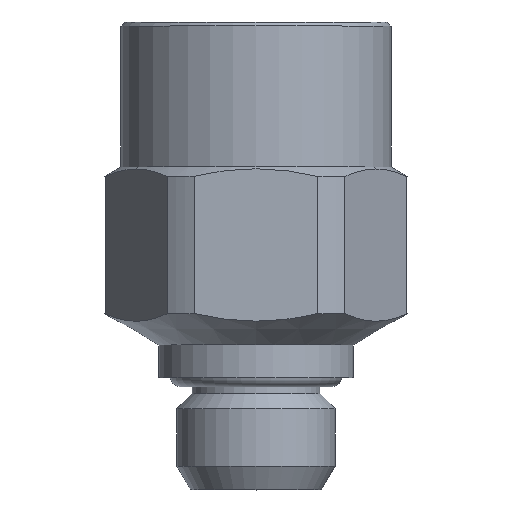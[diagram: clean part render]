
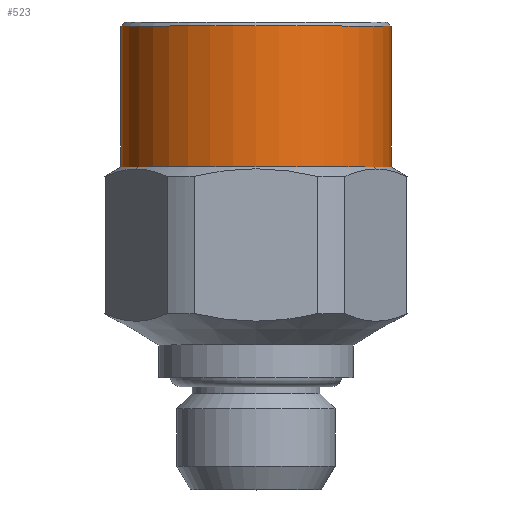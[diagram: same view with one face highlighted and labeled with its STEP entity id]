
A CAD part, top view. The second image highlights one B-rep face of the part: STEP entity #523.
In plain terms, the highlighted cylindrical face has radius 10.25 mm (diameter 20.5 mm), a full revolution.
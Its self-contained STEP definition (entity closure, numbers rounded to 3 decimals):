
#523 = ADVANCED_FACE( 'NONE', ( #1087, #1088 ), #1089, .T. );
#1087 = FACE_OUTER_BOUND( '', #3547, .T. );
#1088 = FACE_OUTER_BOUND( '', #3548, .T. );
#1089 = CYLINDRICAL_SURFACE( '', #3549, 10.25 );
#3547 = EDGE_LOOP( '', ( #4930 ) );
#3548 = EDGE_LOOP( '', ( #4931 ) );
#3549 = AXIS2_PLACEMENT_3D( '', #4932, #4933, #4934 );
#4930 = ORIENTED_EDGE( '', *, *, #5445, .F. );
#4931 = ORIENTED_EDGE( '', *, *, #5625, .T. );
#4932 = CARTESIAN_POINT( '', ( 0., 0., 0. ) );
#4933 = DIRECTION( '', ( 0., 1., 0. ) );
#4934 = DIRECTION( '', ( 0., 0., -1. ) );
#5445 = EDGE_CURVE( 'NONE', #6318, #6318, #6319, .T. );
#5625 = EDGE_CURVE( 'NONE', #6533, #6533, #6534, .T. );
#6318 = VERTEX_POINT( '', #9084 );
#6319 = CIRCLE( '', #9085, 10.25 );
#6533 = VERTEX_POINT( '', #9676 );
#6534 = CIRCLE( '', #9677, 10.25 );
#9084 = CARTESIAN_POINT( '', ( 0., 24.5, -10.25 ) );
#9085 = AXIS2_PLACEMENT_3D( '', #9960, #9961, #9962 );
#9676 = CARTESIAN_POINT( '', ( 0., 35.2, -10.25 ) );
#9677 = AXIS2_PLACEMENT_3D( '', #10049, #10050, #10051 );
#9960 = CARTESIAN_POINT( '', ( 0., 24.5, 0. ) );
#9961 = DIRECTION( '', ( 0., -1., 0. ) );
#9962 = DIRECTION( '', ( 0., 0., -1. ) );
#10049 = CARTESIAN_POINT( '', ( 0., 35.2, 0. ) );
#10050 = DIRECTION( '', ( 0., -1., 0. ) );
#10051 = DIRECTION( '', ( 0., 0., -1. ) );
